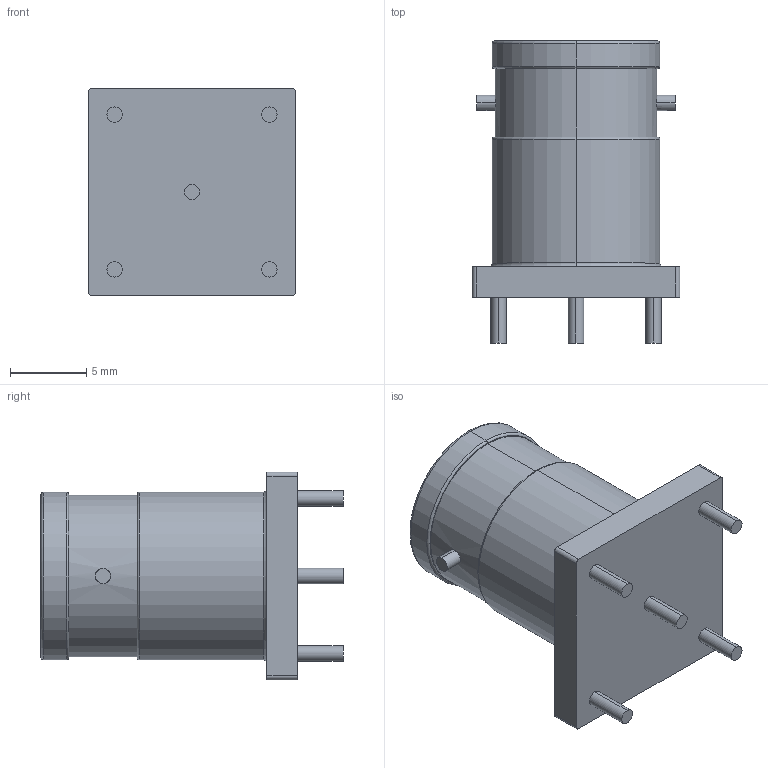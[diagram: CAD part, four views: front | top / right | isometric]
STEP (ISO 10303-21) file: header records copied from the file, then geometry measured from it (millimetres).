
FILE_DESCRIPTION (( 'STEP AP214' ), '1' );
FILE_NAME ('CircuitWorks-BNC.STEP', '2018-12-21T07:44:12', ( '' ), ( '' ), 'SwSTEP 2.0', 'SolidWorks 2018', '' );
FILE_SCHEMA (( 'AUTOMOTIVE_DESIGN' ));
Length unit declared in the file: millimetre
Products named in the file (1): CircuitWorks-BNC
Bounding box: 13.6 x 19.82 x 13.6 mm (x, y, z)
Volume: 1010.3 mm3; surface area: 1885.6 mm2
Topology: 1 solids, 1 shells, 62 faces, 128 edges, 82 vertices
Faces by surface type: cylinder 32, plane 20, torus 10
Entity records: 1921 total; most frequent: DIRECTION 330, CARTESIAN_POINT 309, ORIENTED_EDGE 256, AXIS2_PLACEMENT_3D 143, EDGE_CURVE 128, VERTEX_POINT 82, CIRCLE 80, EDGE_LOOP 76
